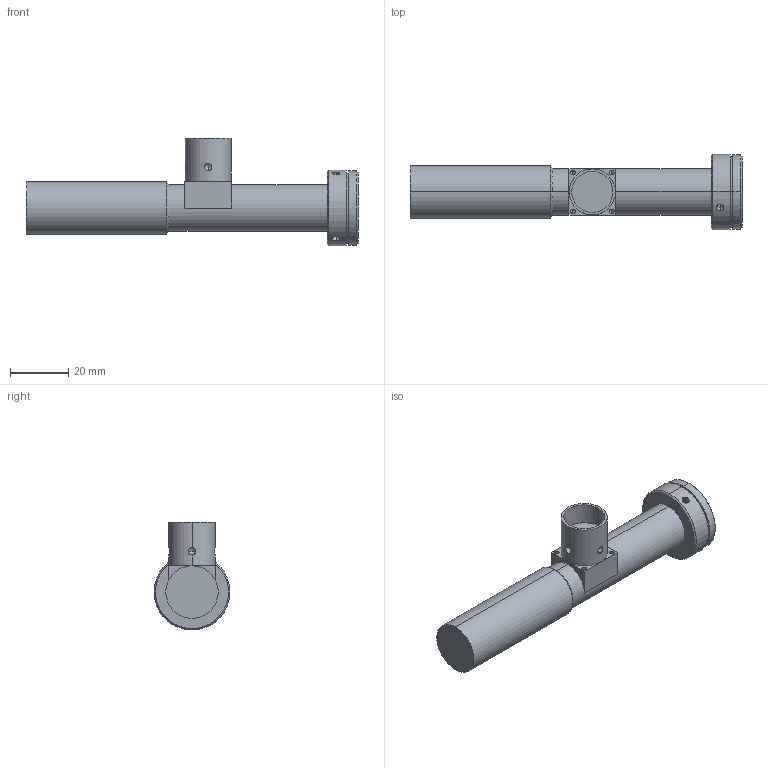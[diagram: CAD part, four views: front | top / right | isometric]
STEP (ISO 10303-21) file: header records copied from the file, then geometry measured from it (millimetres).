
FILE_DESCRIPTION (( 'STEP AP203' ), '1' );
FILE_NAME ('WWL10-110CT.STEP', '2019-12-03T06:32:27', ( 'Windows 蚚誧' ), ( '' ), 'SwSTEP 2.0', 'SolidWorks 2017', '' );
FILE_SCHEMA (( 'CONFIG_CONTROL_DESIGN' ));
Length unit declared in the file: millimetre
Products named in the file (1): WWL10-110CT
Bounding box: 113.8 x 26 x 37 mm (x, y, z)
Volume: 31077.2 mm3; surface area: 9125.8 mm2
Topology: 1 solids, 1 shells, 76 faces, 181 edges, 99 vertices
Faces by surface type: cylinder 36, cone 28, plane 12
Entity records: 2322 total; most frequent: CARTESIAN_POINT 591, DIRECTION 363, ORIENTED_EDGE 318, EDGE_CURVE 159, AXIS2_PLACEMENT_3D 143, VERTEX_POINT 99, EDGE_LOOP 90, VECTOR 77
